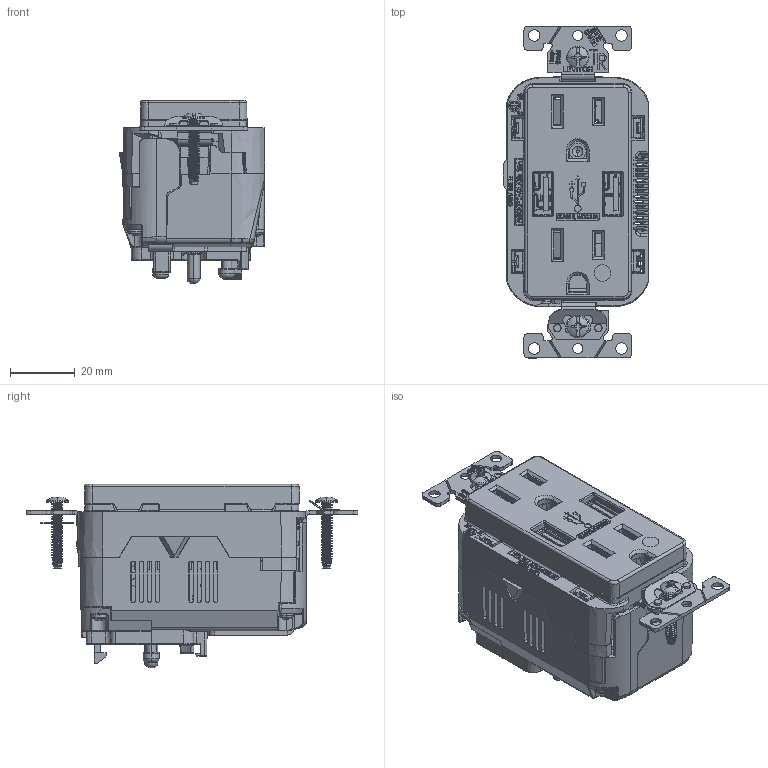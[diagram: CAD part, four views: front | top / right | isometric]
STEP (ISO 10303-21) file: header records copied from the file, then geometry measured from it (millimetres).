
FILE_DESCRIPTION (( 'STEP AP214' ), '1' );
FILE_NAME ('CATSTD-M56AA-HG0-M01.STEP', '2019-07-31T13:03:53', ( '' ), ( '' ), 'SwSTEP 2.0', 'SolidWorks 2017', '' );
FILE_SCHEMA (( 'AUTOMOTIVE_DESIGN' ));
Length unit declared in the file: inch
Products named in the file (1): CATSTD-M56AA-HG0-M01
Bounding box: 45.07 x 102.72 x 56.69 mm (x, y, z)
Surface area: 34447.7 mm2 (no closed solid volume)
Topology: 0 solids, 85 shells, 2595 faces, 10910 edges, 8089 vertices
Faces by surface type: plane 1431, cylinder 449, bspline 371, cone 171, torus 162, sphere 11
Entity records: 183211 total; most frequent: CARTESIAN_POINT 67505, ORIENTED_EDGE 16207, DIRECTION 14477, EDGE_CURVE 10901, VERTEX_POINT 8089, LINE 7239, VECTOR 7239, AXIS2_PLACEMENT_3D 3619
